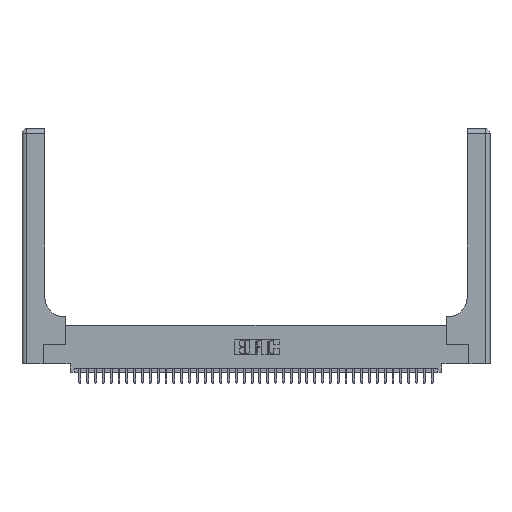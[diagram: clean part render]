
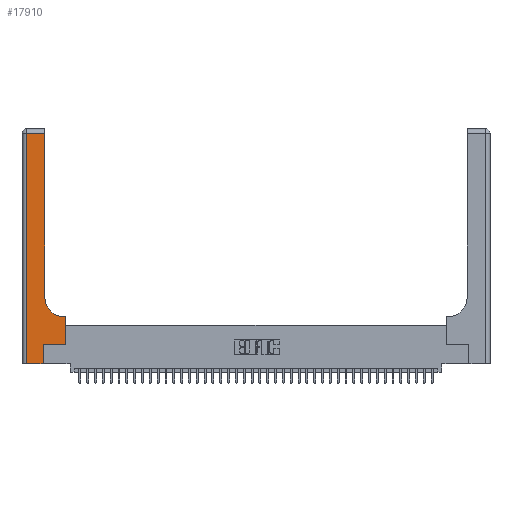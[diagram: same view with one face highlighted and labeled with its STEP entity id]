
A CAD part, top view. The second image highlights one B-rep face of the part: STEP entity #17910.
In plain terms, the highlighted planar face has unit normal (0, 0, 1).
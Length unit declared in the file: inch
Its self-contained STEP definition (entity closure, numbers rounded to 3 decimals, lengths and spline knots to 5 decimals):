
#1508 = LINE ( 'NONE', #8381, #8896 ) ;
#1790 = ORIENTED_EDGE ( 'NONE', *, *, #27493, .T. ) ;
#1815 = CARTESIAN_POINT ( 'NONE',  ( 0.5585, 0.25, 0.37 ) ) ;
#3058 = CARTESIAN_POINT ( 'NONE',  ( 0., 0., 0.37 ) ) ;
#3766 = CARTESIAN_POINT ( 'NONE',  ( 0.2915, 2.94, 0.37 ) ) ;
#4662 = CARTESIAN_POINT ( 'NONE',  ( 0.06, 0., 0.37 ) ) ;
#5872 = VECTOR ( 'NONE', #39268, 39.37008 ) ;
#5942 = EDGE_LOOP ( 'NONE', ( #15459, #36594, #22140, #10223, #1790, #37105, #15018, #9384, #22825 ) ) ;
#6128 = EDGE_CURVE ( 'NONE', #29800, #38500, #29746, .T. ) ;
#6586 = CARTESIAN_POINT ( 'NONE',  ( 0.269, 0., 0.37 ) ) ;
#7492 = CARTESIAN_POINT ( 'NONE',  ( 0.2915, 0.85, 0.37 ) ) ;
#7562 = LINE ( 'NONE', #17795, #31798 ) ;
#8292 = CARTESIAN_POINT ( 'NONE',  ( 0.269, 0.25, 0.37 ) ) ;
#8352 = DIRECTION ( 'NONE',  ( 0., 1., 0. ) ) ;
#8381 = CARTESIAN_POINT ( 'NONE',  ( 0., 2.94, 0.37 ) ) ;
#8896 = VECTOR ( 'NONE', #14775, 39.37008 ) ;
#9384 = ORIENTED_EDGE ( 'NONE', *, *, #30220, .T. ) ;
#9649 = VERTEX_POINT ( 'NONE', #21294 ) ;
#9725 = DIRECTION ( 'NONE',  ( 0., 1., 0. ) ) ;
#9959 = LINE ( 'NONE', #1815, #36176 ) ;
#10223 = ORIENTED_EDGE ( 'NONE', *, *, #30576, .T. ) ;
#11439 = CARTESIAN_POINT ( 'NONE',  ( 0.5585, 0.25, 0.37 ) ) ;
#12006 = CARTESIAN_POINT ( 'NONE',  ( 0.269, 0.25, 0.37 ) ) ;
#12672 = EDGE_CURVE ( 'NONE', #19378, #19032, #9959, .T. ) ;
#12944 = VECTOR ( 'NONE', #9725, 39.37008 ) ;
#13442 = CARTESIAN_POINT ( 'NONE',  ( 0.5415, 0.85, 0.37 ) ) ;
#14500 = VERTEX_POINT ( 'NONE', #8292 ) ;
#14505 = CIRCLE ( 'NONE', #33337, 0.25 ) ;
#14775 = DIRECTION ( 'NONE',  ( -1., 0., 0. ) ) ;
#15018 = ORIENTED_EDGE ( 'NONE', *, *, #12672, .T. ) ;
#15459 = ORIENTED_EDGE ( 'NONE', *, *, #21295, .T. ) ;
#15754 = DIRECTION ( 'NONE',  ( -1., 0., 0. ) ) ;
#16196 = VERTEX_POINT ( 'NONE', #23031 ) ;
#16665 = DIRECTION ( 'NONE',  ( 1., 0., 0. ) ) ;
#17795 = CARTESIAN_POINT ( 'NONE',  ( 0.2915, 3., 0.37 ) ) ;
#17910 = ADVANCED_FACE ( 'NONE', ( #31406 ), #31492, .F. ) ;
#18681 = VERTEX_POINT ( 'NONE', #3766 ) ;
#18830 = DIRECTION ( 'NONE',  ( 1., 0., 0. ) ) ;
#19032 = VERTEX_POINT ( 'NONE', #34550 ) ;
#19285 = DIRECTION ( 'NONE',  ( 0., -1., 0. ) ) ;
#19378 = VERTEX_POINT ( 'NONE', #11439 ) ;
#20368 = VECTOR ( 'NONE', #19285, 39.37008 ) ;
#20451 = EDGE_CURVE ( 'NONE', #16196, #35896, #14505, .T. ) ;
#21294 = CARTESIAN_POINT ( 'NONE',  ( 0.269, 0., 0.37 ) ) ;
#21295 = EDGE_CURVE ( 'NONE', #35896, #18681, #7562, .T. ) ;
#21529 = VECTOR ( 'NONE', #27812, 39.37008 ) ;
#22140 = ORIENTED_EDGE ( 'NONE', *, *, #6128, .T. ) ;
#22719 = LINE ( 'NONE', #36081, #5872 ) ;
#22825 = ORIENTED_EDGE ( 'NONE', *, *, #20451, .T. ) ;
#23031 = CARTESIAN_POINT ( 'NONE',  ( 0.5415, 0.6, 0.37 ) ) ;
#24159 = CARTESIAN_POINT ( 'NONE',  ( 0.06, 2.94, 0.37 ) ) ;
#25160 = CARTESIAN_POINT ( 'NONE',  ( 0., 3., 0.37 ) ) ;
#27493 = EDGE_CURVE ( 'NONE', #9649, #14500, #39147, .T. ) ;
#27635 = VECTOR ( 'NONE', #18830, 39.37008 ) ;
#27812 = DIRECTION ( 'NONE',  ( 1., 0., 0. ) ) ;
#28534 = CARTESIAN_POINT ( 'NONE',  ( 0.06, 3., 0.37 ) ) ;
#29217 = EDGE_CURVE ( 'NONE', #18681, #29800, #1508, .T. ) ;
#29746 = LINE ( 'NONE', #28534, #20368 ) ;
#29800 = VERTEX_POINT ( 'NONE', #24159 ) ;
#30220 = EDGE_CURVE ( 'NONE', #19032, #16196, #22719, .T. ) ;
#30576 = EDGE_CURVE ( 'NONE', #38500, #9649, #34997, .T. ) ;
#31406 = FACE_OUTER_BOUND ( 'NONE', #5942, .T. ) ;
#31492 = PLANE ( 'NONE',  #32507 ) ;
#31798 = VECTOR ( 'NONE', #8352, 39.37008 ) ;
#32507 = AXIS2_PLACEMENT_3D ( 'NONE', #25160, #34639, #15754 ) ;
#33337 = AXIS2_PLACEMENT_3D ( 'NONE', #13442, #35547, #16665 ) ;
#34177 = EDGE_CURVE ( 'NONE', #14500, #19378, #38299, .T. ) ;
#34550 = CARTESIAN_POINT ( 'NONE',  ( 0.5585, 0.6, 0.37 ) ) ;
#34639 = DIRECTION ( 'NONE',  ( 0., 0., -1. ) ) ;
#34997 = LINE ( 'NONE', #3058, #27635 ) ;
#35547 = DIRECTION ( 'NONE',  ( 0., 0., -1. ) ) ;
#35896 = VERTEX_POINT ( 'NONE', #7492 ) ;
#36081 = CARTESIAN_POINT ( 'NONE',  ( 0.2915, 0.6, 0.37 ) ) ;
#36176 = VECTOR ( 'NONE', #36610, 39.37008 ) ;
#36594 = ORIENTED_EDGE ( 'NONE', *, *, #29217, .T. ) ;
#36610 = DIRECTION ( 'NONE',  ( 0., 1., 0. ) ) ;
#37105 = ORIENTED_EDGE ( 'NONE', *, *, #34177, .T. ) ;
#38299 = LINE ( 'NONE', #12006, #21529 ) ;
#38500 = VERTEX_POINT ( 'NONE', #4662 ) ;
#39147 = LINE ( 'NONE', #6586, #12944 ) ;
#39268 = DIRECTION ( 'NONE',  ( -1., 0., 0. ) ) ;
